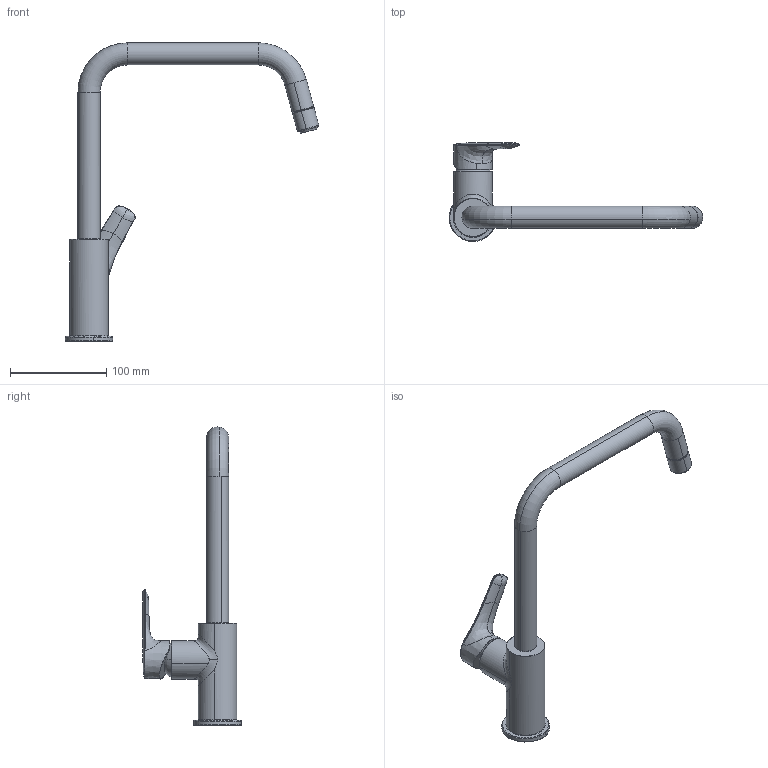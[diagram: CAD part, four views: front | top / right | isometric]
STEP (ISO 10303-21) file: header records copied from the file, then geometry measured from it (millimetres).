
FILE_DESCRIPTION(/* description */ ('AP214 STEP file'),/* implementation_level */ '2;1');
FILE_NAME(/* name */ '1012340000_out.stp',/* time_stamp */ '2023-07-07T10:03:08+02:00',/* author */ (''),/* organization */ (''),/* preprocessor_version */ 'ST-DEVELOPER v18.1',/* originating_system */ 'Elysium Co. Ltd. STEP Translator v8.3.0.0',/* authorisation */ '');
FILE_SCHEMA (('AUTOMOTIVE_DESIGN { 1 0 10303 214 3 1 1 }'));
Length unit declared in the file: millimetre
Products named in the file (1): 1012340000_extract
Bounding box: 264.03 x 102.71 x 310.6 mm (x, y, z)
Volume: 406417.2 mm3; surface area: 63348.5 mm2
Topology: 1 solids, 1 shells, 111 faces, 276 edges, 172 vertices
Faces by surface type: bspline 32, cylinder 27, torus 26, plane 13, cone 7, sphere 4, extrusion 2
Entity records: 10011 total; most frequent: CARTESIAN_POINT 6986, ORIENTED_EDGE 552, EDGE_CURVE 276, STYLED_ITEM 222, B_SPLINE_CURVE_WITH_KNOTS 196, VERTEX_POINT 172, AXIS2_PLACEMENT_3D 125, EDGE_LOOP 116
